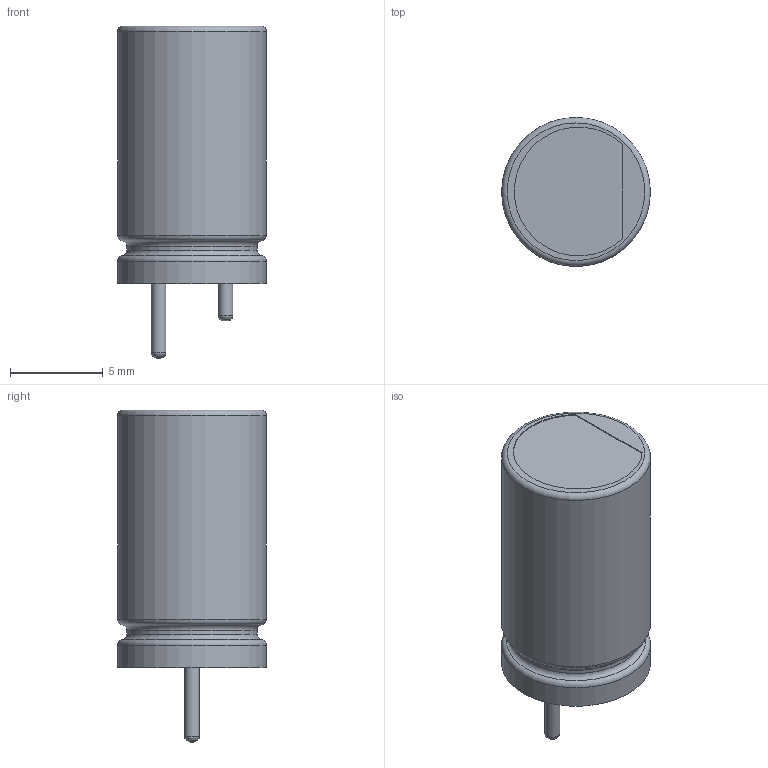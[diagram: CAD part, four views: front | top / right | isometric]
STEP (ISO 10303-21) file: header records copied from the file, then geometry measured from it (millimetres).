
FILE_DESCRIPTION(/* description */ ('model of CP_Radial_D8.0mm_P3.50mm'),/* implementation_level */ '2;1');
FILE_NAME(/* name */ 'METUPowerLab_Capacitors_AluminumPolymers_ThroughHoles_8.00x13.50.step',/* time_stamp */ '2025-05-24T16:12:17+03:00',/* author */ (''),/* organization */ (''),/* preprocessor_version */ 'ST-DEVELOPER v20.1',/* originating_system */ 'Autodesk Translation Framework v14.10.0.0',/* authorisation */ '');
FILE_SCHEMA (('AUTOMOTIVE_DESIGN { 1 0 10303 214 3 1 1 }'));
Length unit declared in the file: millimetre
Products named in the file (1): CP_Radial_D80mm_P350mm
Bounding box: 8 x 8 x 17.85 mm (x, y, z)
Volume: 687.4 mm3; surface area: 470 mm2
Topology: 1 solids, 1 shells, 19 faces, 40 edges, 26 vertices
Faces by surface type: plane 6, cylinder 6, torus 5, bspline 2
Full cylindrical faces by diameter (mm): 0.8 x2, 7 x1, 8 x2
Entity records: 632 total; most frequent: CARTESIAN_POINT 138, DIRECTION 107, ORIENTED_EDGE 80, AXIS2_PLACEMENT_3D 49, EDGE_CURVE 40, CIRCLE 31, VERTEX_POINT 26, EDGE_LOOP 22
